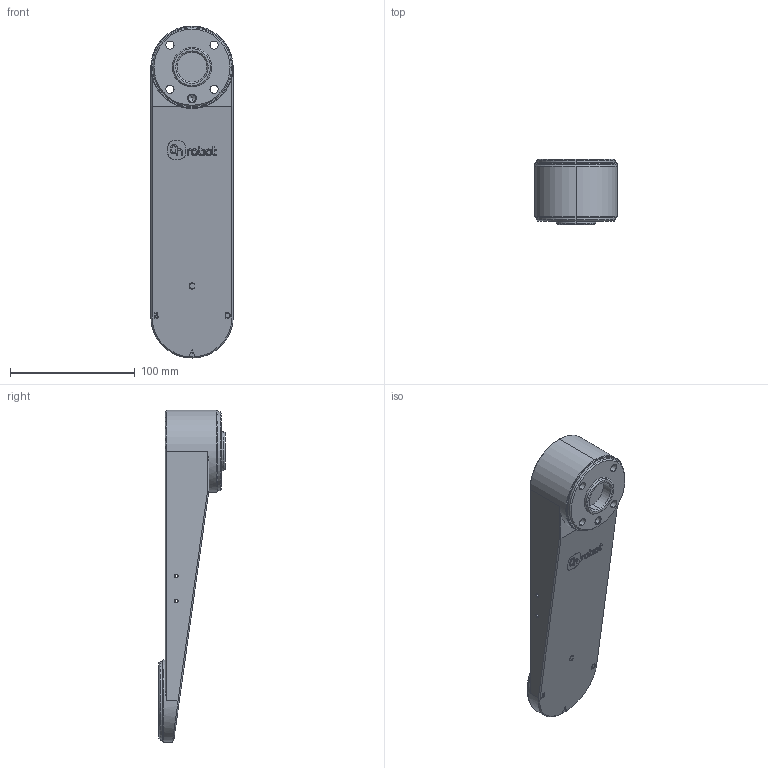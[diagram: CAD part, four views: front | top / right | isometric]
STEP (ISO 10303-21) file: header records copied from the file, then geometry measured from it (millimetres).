
FILE_DESCRIPTION (( 'STEP AP214' ), '1' );
FILE_NAME ('109842.step', '2023-02-08T13:33:30', ( '' ), ( '' ), 'SwSTEP 2.0', 'SolidWorks 2019', '' );
FILE_SCHEMA (( 'AUTOMOTIVE_DESIGN' ));
Length unit declared in the file: millimetre
Products named in the file (1): 109842
Bounding box: 66 x 53 x 266 mm (x, y, z)
Volume: 206093.1 mm3; surface area: 64939.6 mm2
Topology: 1 solids, 1 shells, 336 faces, 842 edges, 518 vertices
Faces by surface type: plane 110, bspline 86, cylinder 69, cone 64, torus 7
Entity records: 12719 total; most frequent: CARTESIAN_POINT 4973, ORIENTED_EDGE 1636, DIRECTION 1346, EDGE_CURVE 818, VERTEX_POINT 518, AXIS2_PLACEMENT_3D 460, LINE 426, VECTOR 426
